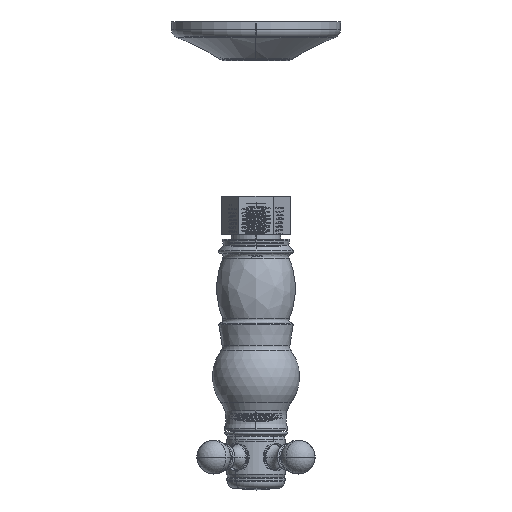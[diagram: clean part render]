
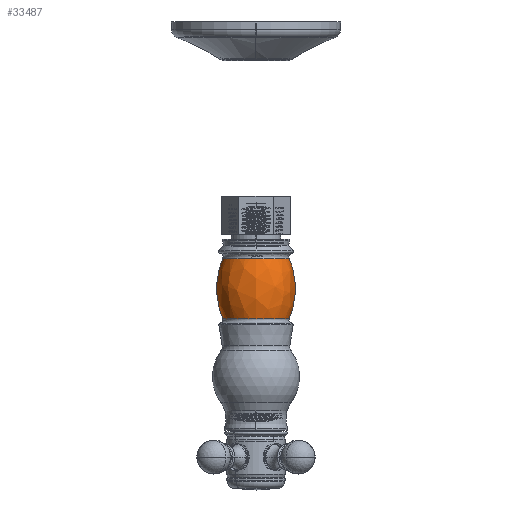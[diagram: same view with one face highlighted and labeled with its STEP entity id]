
A CAD part, front view. The second image highlights one B-rep face of the part: STEP entity #33487.
In plain terms, the highlighted free-form (B-spline) face has degree [3, 3] with [7, 4] control points.
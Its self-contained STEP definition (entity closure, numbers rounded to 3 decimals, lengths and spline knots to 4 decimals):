
#27760=CARTESIAN_POINT('',(0.,0.,1.7428));
#27761=DIRECTION('',(0.,0.,1.));
#27762=DIRECTION('',(-1.,0.,0.));
#27763=AXIS2_PLACEMENT_3D('',#27760,#27761,#27762);
#27765=CARTESIAN_POINT('',(0.4905,0.,
1.7428));
#27804=CARTESIAN_POINT('',(-0.56,0.,1.3));
#27805=DIRECTION('',(0.,-1.,0.));
#27806=DIRECTION('',(0.921,0.,-0.388));
#27807=AXIS2_PLACEMENT_3D('',#27804,#27805,#27806);
#27809=CARTESIAN_POINT('',(0.56,0.,1.3));
#27810=DIRECTION('',(0.,-1.,0.));
#27811=DIRECTION('',(-0.921,0.,0.388));
#27812=AXIS2_PLACEMENT_3D('',#27809,#27810,#27811);
#27873=CARTESIAN_POINT('',(0.,0.,0.8572));
#27874=DIRECTION('',(0.,0.,-1.));
#27875=DIRECTION('',(1.,0.,0.));
#27876=AXIS2_PLACEMENT_3D('',#27873,#27874,#27875);
#32996=VERTEX_POINT('',#27765);
#32997=CARTESIAN_POINT('',(-0.4905,0.,1.7428));
#32998=VERTEX_POINT('',#32997);
#32999=CARTESIAN_POINT('',(0.4905,0.,
0.8572));
#33000=VERTEX_POINT('',#32999);
#33001=CARTESIAN_POINT('',(-0.4905,0.,
0.8572));
#33002=VERTEX_POINT('',#33001);
#33449=CARTESIAN_POINT('',(-0.4786,0.0301,
0.8321));
#33450=CARTESIAN_POINT('',(-0.6144,0.0387,
1.1343));
#33451=CARTESIAN_POINT('',(-0.6144,0.0387,
1.4657));
#33452=CARTESIAN_POINT('',(-0.4786,0.0301,
1.7679));
#33453=CARTESIAN_POINT('',(-0.4971,-0.2644,
0.8321));
#33454=CARTESIAN_POINT('',(-0.6381,-0.3394,
1.1343));
#33455=CARTESIAN_POINT('',(-0.6381,-0.3394,
1.4657));
#33456=CARTESIAN_POINT('',(-0.4971,-0.2644,
1.7679));
#33457=CARTESIAN_POINT('',(-0.2951,-0.4796,
0.8321));
#33458=CARTESIAN_POINT('',(-0.3788,-0.6156,
1.1343));
#33459=CARTESIAN_POINT('',(-0.3788,-0.6156,
1.4657));
#33460=CARTESIAN_POINT('',(-0.2951,-0.4796,
1.7679));
#33461=CARTESIAN_POINT('',(0.,-0.4796,
0.8321));
#33462=CARTESIAN_POINT('',(0.,-0.6156,
1.1343));
#33463=CARTESIAN_POINT('',(0.,-0.6156,
1.4657));
#33464=CARTESIAN_POINT('',(0.,-0.4796,
1.7679));
#33465=CARTESIAN_POINT('',(0.2951,-0.4796,
0.8321));
#33466=CARTESIAN_POINT('',(0.3788,-0.6156,
1.1343));
#33467=CARTESIAN_POINT('',(0.3788,-0.6156,
1.4657));
#33468=CARTESIAN_POINT('',(0.2951,-0.4796,
1.7679));
#33469=CARTESIAN_POINT('',(0.4971,-0.2644,
0.8321));
#33470=CARTESIAN_POINT('',(0.6381,-0.3394,
1.1343));
#33471=CARTESIAN_POINT('',(0.6381,-0.3394,
1.4657));
#33472=CARTESIAN_POINT('',(0.4971,-0.2644,
1.7679));
#33473=CARTESIAN_POINT('',(0.4786,0.0301,
0.8321));
#33474=CARTESIAN_POINT('',(0.6144,0.0387,
1.1343));
#33475=CARTESIAN_POINT('',(0.6144,0.0387,
1.4657));
#33476=CARTESIAN_POINT('',(0.4786,0.0301,
1.7679));
#33477=(BOUNDED_SURFACE()B_SPLINE_SURFACE(3,3,((#33449,#33450,#33451,#33452),(
#33453,#33454,#33455,#33456),(#33457,#33458,#33459,#33460),(#33461,#33462,
#33463,#33464),(#33465,#33466,#33467,#33468),(#33469,#33470,#33471,#33472),(
#33473,#33474,#33475,#33476)),.UNSPECIFIED.,.F.,.F.,.F.)B_SPLINE_SURFACE_WITH_KNOTS((4,3,4),(4,4),(0.,1.,2.),(0.,1.),.UNSPECIFIED.)GEOMETRIC_REPRESENTATION_ITEM()RATIONAL_B_SPLINE_SURFACE(((1.242,1.169,
1.169,1.242),(0.981,0.923,
0.923,0.981),(0.981,0.923,
0.923,0.981),(1.242,1.169,
1.169,1.242),(0.981,0.923,
0.923,0.981),(0.981,0.923,
0.923,0.981),(1.242,1.169,
1.169,1.242)))REPRESENTATION_ITEM('')SURFACE());
#33479=ORIENTED_EDGE('',*,*,#33478,.T.);
#33480=ORIENTED_EDGE('',*,*,#33418,.F.);
#33482=ORIENTED_EDGE('',*,*,#33481,.T.);
#33484=ORIENTED_EDGE('',*,*,#33483,.F.);
#33485=EDGE_LOOP('',(#33479,#33480,#33482,#33484));
#33486=FACE_OUTER_BOUND('',#33485,.F.);
#33487=ADVANCED_FACE('',(#33486),#33477,.F.);
#27764=CIRCLE('',#27763,0.4905);
#27808=CIRCLE('',#27807,1.14);
#27813=CIRCLE('',#27812,1.14);
#27877=CIRCLE('',#27876,0.4905);
#33418=EDGE_CURVE('',#32998,#32996,#27764,.T.);
#33478=EDGE_CURVE('',#33000,#32996,#27808,.T.);
#33481=EDGE_CURVE('',#32998,#33002,#27813,.T.);
#33483=EDGE_CURVE('',#33000,#33002,#27877,.T.);
